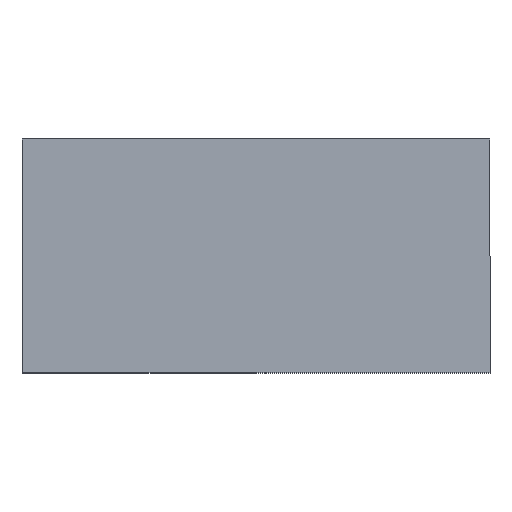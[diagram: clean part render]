
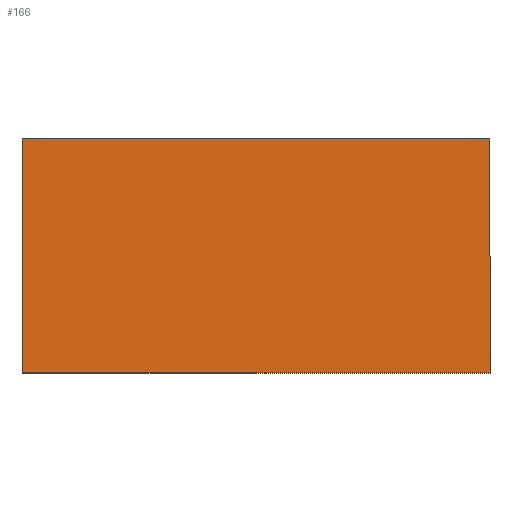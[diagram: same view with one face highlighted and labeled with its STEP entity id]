
A CAD part, top view. The second image highlights one B-rep face of the part: STEP entity #166.
In plain terms, the highlighted planar face has unit normal (0, 0, 1).
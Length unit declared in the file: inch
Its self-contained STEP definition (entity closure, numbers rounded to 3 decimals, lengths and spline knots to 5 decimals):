
#15 = VECTOR ( 'NONE', #190, 39.37008 ) ;
#18 = ORIENTED_EDGE ( 'NONE', *, *, #32, .T. ) ;
#19 = DIRECTION ( 'NONE',  ( 0., 1., 0. ) ) ;
#21 = CARTESIAN_POINT ( 'NONE',  ( 0., -36., 0.75 ) ) ;
#24 = EDGE_CURVE ( 'NONE', #210, #176, #118, .T. ) ;
#28 = CARTESIAN_POINT ( 'NONE',  ( 0., 0., 0.75 ) ) ;
#32 = EDGE_CURVE ( 'NONE', #84, #33, #117, .T. ) ;
#33 = VERTEX_POINT ( 'NONE', #182 ) ;
#34 = VECTOR ( 'NONE', #145, 39.37008 ) ;
#39 = CARTESIAN_POINT ( 'NONE',  ( 0., 0., 0.75 ) ) ;
#51 = EDGE_CURVE ( 'NONE', #176, #84, #147, .T. ) ;
#55 = PLANE ( 'NONE',  #192 ) ;
#65 = CARTESIAN_POINT ( 'NONE',  ( 72., 0., 0.75 ) ) ;
#66 = ORIENTED_EDGE ( 'NONE', *, *, #51, .T. ) ;
#84 = VERTEX_POINT ( 'NONE', #150 ) ;
#111 = ORIENTED_EDGE ( 'NONE', *, *, #24, .T. ) ;
#112 = EDGE_CURVE ( 'NONE', #33, #210, #191, .T. ) ;
#117 = LINE ( 'NONE', #65, #200 ) ;
#118 = LINE ( 'NONE', #201, #34 ) ;
#119 = CARTESIAN_POINT ( 'NONE',  ( 0., 0., 0.75 ) ) ;
#124 = DIRECTION ( 'NONE',  ( 0., 0., 1. ) ) ;
#142 = VECTOR ( 'NONE', #144, 39.37008 ) ;
#144 = DIRECTION ( 'NONE',  ( 1., 0., 0. ) ) ;
#145 = DIRECTION ( 'NONE',  ( 0., -1., 0. ) ) ;
#147 = LINE ( 'NONE', #21, #142 ) ;
#150 = CARTESIAN_POINT ( 'NONE',  ( 72., -36., 0.75 ) ) ;
#155 = ORIENTED_EDGE ( 'NONE', *, *, #112, .T. ) ;
#165 = CARTESIAN_POINT ( 'NONE',  ( 0., -36., 0.75 ) ) ;
#166 = ADVANCED_FACE ( 'NONE', ( #204 ), #55, .T. ) ;
#175 = EDGE_LOOP ( 'NONE', ( #111, #66, #18, #155 ) ) ;
#176 = VERTEX_POINT ( 'NONE', #165 ) ;
#182 = CARTESIAN_POINT ( 'NONE',  ( 72., 0., 0.75 ) ) ;
#190 = DIRECTION ( 'NONE',  ( -1., 0., 0. ) ) ;
#191 = LINE ( 'NONE', #119, #15 ) ;
#192 = AXIS2_PLACEMENT_3D ( 'NONE', #39, #124, #206 ) ;
#200 = VECTOR ( 'NONE', #19, 39.37008 ) ;
#201 = CARTESIAN_POINT ( 'NONE',  ( 0., 0., 0.75 ) ) ;
#204 = FACE_OUTER_BOUND ( 'NONE', #175, .T. ) ;
#206 = DIRECTION ( 'NONE',  ( 1., 0., 0. ) ) ;
#210 = VERTEX_POINT ( 'NONE', #28 ) ;
